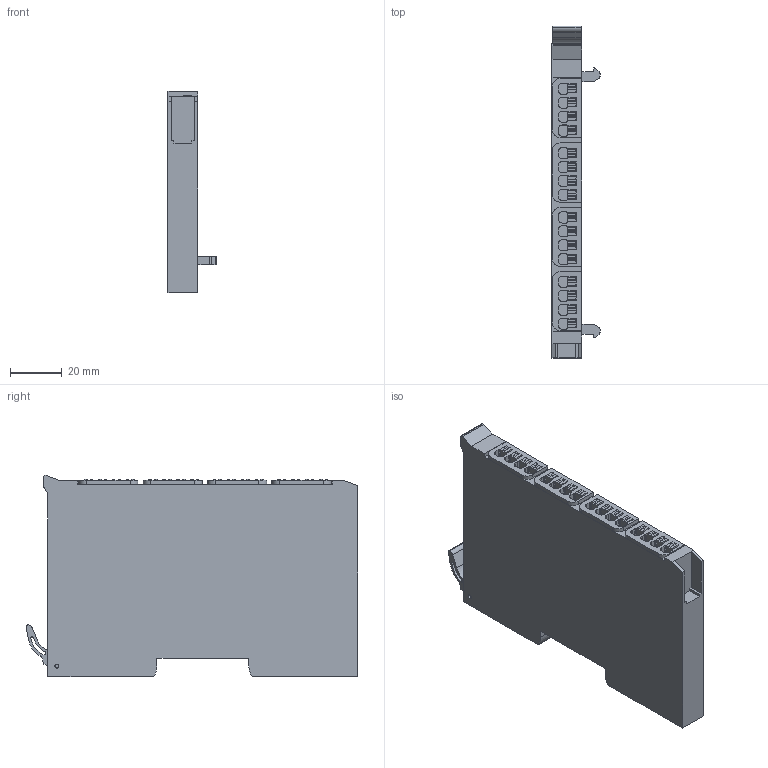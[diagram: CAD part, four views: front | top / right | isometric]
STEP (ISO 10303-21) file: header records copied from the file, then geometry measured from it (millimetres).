
FILE_DESCRIPTION(('CATIA V5 STEP Exchange','CAx-IF Rec.Pracs.--- Model Styling and Organization---1.4--- 2014-01-23'),'2;1');
FILE_NAME ('1354734-3_0', '2023-06-19T05:47:02+00:00', ('none'), ('Weidmueller'), 'CATIA Version 5-6 Release 2016 SP3 HF44', 'CATIA V5 STEP AP214', 'none');
FILE_SCHEMA(('AUTOMOTIVE_DESIGN { 1 0 10303 214 1 1 1 1 }'));
Length unit declared in the file: millimetre
Products named in the file (1): S3D_UR20-4AI-UI-ISO-16-DIAG
Bounding box: 18.5 x 127.88 x 77.45 mm (x, y, z)
Volume: 99255.9 mm3; surface area: 27015.3 mm2
Topology: 18 solids, 18 shells, 515 faces, 1363 edges, 908 vertices
Faces by surface type: plane 379, cylinder 136
Entity records: 16268 total; most frequent: CARTESIAN_POINT 2923, ORIENTED_EDGE 2726, DIRECTION 2379, EDGE_CURVE 1363, VECTOR 1091, LINE 1091, VERTEX_POINT 908, AXIS2_PLACEMENT_3D 774
